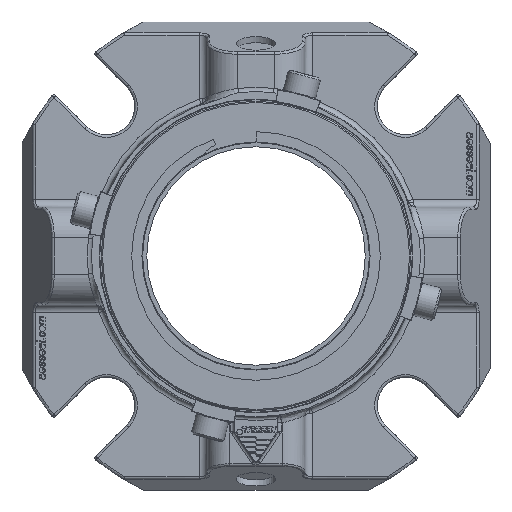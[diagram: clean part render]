
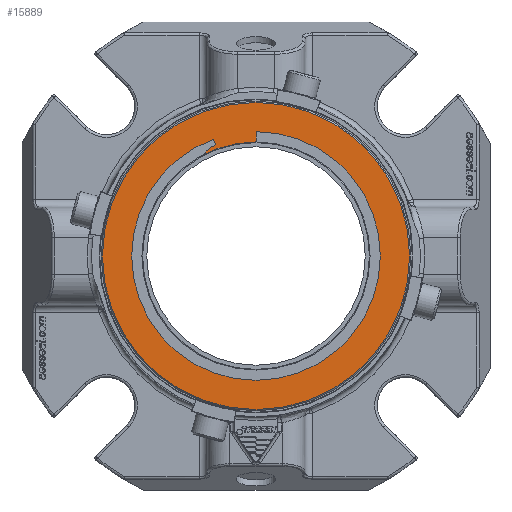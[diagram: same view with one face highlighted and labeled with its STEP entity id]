
A CAD part, left-side view. The second image highlights one B-rep face of the part: STEP entity #15889.
In plain terms, the highlighted planar face has unit normal (-1, 0, 0).
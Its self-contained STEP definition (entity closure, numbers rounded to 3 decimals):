
#427=LINE('',#23412,#1463);
#430=LINE('',#23420,#1466);
#1463=VECTOR('',#18890,1000.);
#1466=VECTOR('',#18899,1000.);
#3959=ORIENTED_EDGE('',*,*,#8643,.F.);
#3960=ORIENTED_EDGE('',*,*,#8641,.F.);
#3961=ORIENTED_EDGE('',*,*,#8639,.T.);
#3962=ORIENTED_EDGE('',*,*,#8637,.T.);
#3963=ORIENTED_EDGE('',*,*,#8635,.F.);
#3964=ORIENTED_EDGE('',*,*,#8648,.T.);
#8635=EDGE_CURVE('',#11030,#11031,#12541,.T.);
#8637=EDGE_CURVE('',#11032,#11031,#12542,.T.);
#8639=EDGE_CURVE('',#11033,#11032,#427,.T.);
#8641=EDGE_CURVE('',#11033,#11034,#12543,.T.);
#8643=EDGE_CURVE('',#11034,#11030,#430,.T.);
#8648=EDGE_CURVE('',#11039,#11039,#12544,.T.);
#11030=VERTEX_POINT('',#23403);
#11031=VERTEX_POINT('',#23405);
#11032=VERTEX_POINT('',#23409);
#11033=VERTEX_POINT('',#23413);
#11034=VERTEX_POINT('',#23417);
#11039=VERTEX_POINT('',#23475);
#12541=CIRCLE('',#16992,43.606);
#12542=CIRCLE('',#16994,9.515);
#12543=CIRCLE('',#16997,48.377);
#12544=CIRCLE('',#17004,59.757);
#13362=EDGE_LOOP('',(#3959,#3960,#3961,#3962,#3963));
#13363=EDGE_LOOP('',(#3964));
#14498=FACE_BOUND('',#13362,.T.);
#14499=FACE_BOUND('',#13363,.T.);
#15540=PLANE('',#17003);
#15889=ADVANCED_FACE('',(#14498,#14499),#15540,.T.);
#16992=AXIS2_PLACEMENT_3D('',#23404,#18880,#18881);
#16994=AXIS2_PLACEMENT_3D('',#23408,#18885,#18886);
#16997=AXIS2_PLACEMENT_3D('',#23416,#18894,#18895);
#17003=AXIS2_PLACEMENT_3D('',#23473,#18908,#18909);
#17004=AXIS2_PLACEMENT_3D('',#23474,#18910,#18911);
#18880=DIRECTION('',(-1.,0.,0.));
#18881=DIRECTION('',(0.,0.,1.));
#18885=DIRECTION('',(-1.,0.,0.));
#18886=DIRECTION('',(0.,0.,1.));
#18890=DIRECTION('',(0.,-0.342,-0.94));
#18894=DIRECTION('',(-1.,0.,0.));
#18895=DIRECTION('',(0.,0.,1.));
#18899=DIRECTION('',(0.,0.,-1.));
#18908=DIRECTION('',(-1.,0.,0.));
#18909=DIRECTION('',(0.,0.,1.));
#18910=DIRECTION('',(-1.,0.,0.));
#18911=DIRECTION('',(0.,0.,1.));
#23403=CARTESIAN_POINT('',(-103.5,-0.001,43.606));
#23404=CARTESIAN_POINT('',(-103.5,0.,0.));
#23405=CARTESIAN_POINT('',(-103.5,21.179,38.118));
#23408=CARTESIAN_POINT('',(-103.5,12.475,34.273));
#23409=CARTESIAN_POINT('',(-103.5,15.729,43.215));
#23412=CARTESIAN_POINT('',(-103.5,-0.001,-0.003));
#23413=CARTESIAN_POINT('',(-103.5,16.545,45.456));
#23416=CARTESIAN_POINT('',(-103.5,-0.001,-0.003));
#23417=CARTESIAN_POINT('',(-103.5,-0.001,48.374));
#23420=CARTESIAN_POINT('',(-103.5,-0.001,-0.003));
#23473=CARTESIAN_POINT('',(-103.5,0.,-60.265));
#23474=CARTESIAN_POINT('',(-103.5,0.,0.));
#23475=CARTESIAN_POINT('',(-103.5,0.,59.757));
